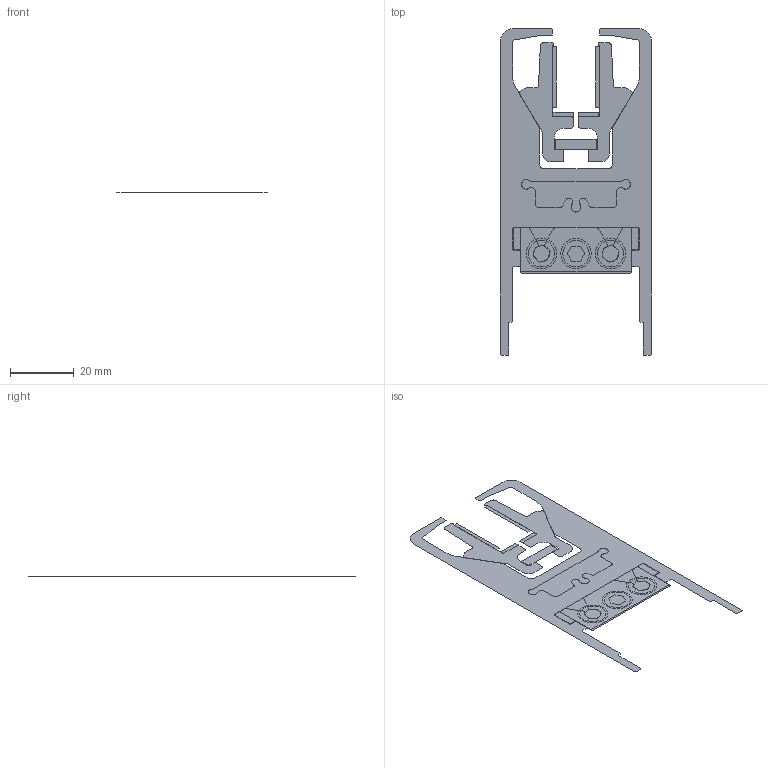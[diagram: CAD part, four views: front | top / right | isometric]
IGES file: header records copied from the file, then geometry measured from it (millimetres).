
Global section: file name: 4SDRNCB.igs; native system: AutoCAD-14.01 (Microsoft Windows NT Version 4.0 (x86)); preprocessor: Autodesk IGES Translator R14.01 (Mar 27 1998) from Autodesk, Inc.; date: 010717.151913; units: inch
Bounding box: 47.29 x 102.36 x 0 mm (x, y, z)
Surface area: 4038.4 mm2 (no closed solid volume)
Topology: 0 solids, 0 shells, 20 faces, 528 edges, 823 vertices
Faces by surface type: bspline 20
